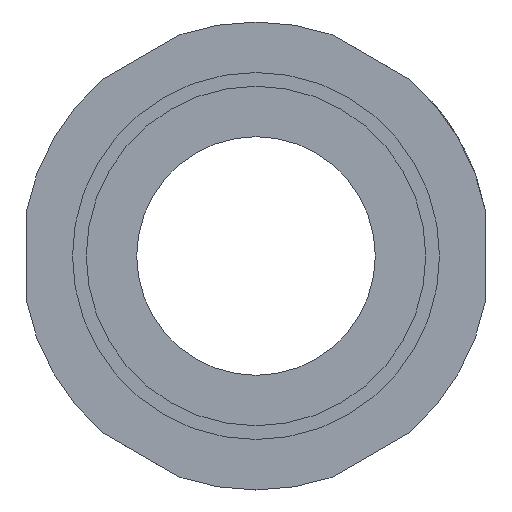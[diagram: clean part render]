
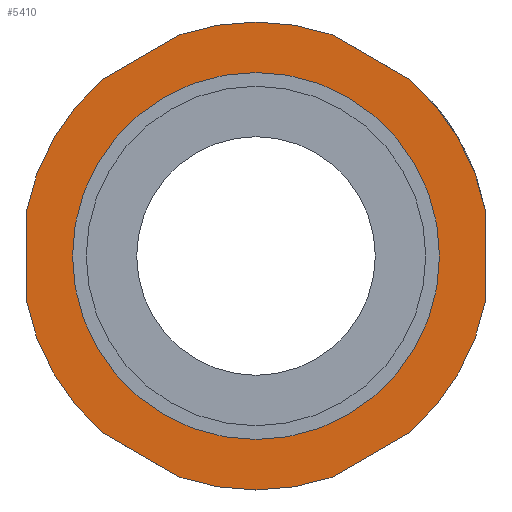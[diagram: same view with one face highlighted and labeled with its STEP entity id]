
A CAD part, front view. The second image highlights one B-rep face of the part: STEP entity #5410.
In plain terms, the highlighted planar face has unit normal (0, -1, 0).
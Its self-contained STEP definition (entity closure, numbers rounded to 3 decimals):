
#2901=DIRECTION('',(-0.866,0.,0.5));
#2902=VECTOR('',#2901,9.766);
#2903=CARTESIAN_POINT('',(-8.285,0.,-24.116));
#2904=LINE('',#2903,#2902);
#2908=CARTESIAN_POINT('',(0.,0.,0.));
#2909=DIRECTION('',(0.,1.,0.));
#2910=DIRECTION('',(-0.657,0.,-0.754));
#2911=AXIS2_PLACEMENT_3D('',#2908,#2909,#2910);
#2916=CARTESIAN_POINT('',(0.,0.,0.));
#2917=DIRECTION('',(0.,1.,0.));
#2918=DIRECTION('',(-0.981,0.,0.191));
#2919=AXIS2_PLACEMENT_3D('',#2916,#2917,#2918);
#2924=DIRECTION('',(0.866,0.,0.5));
#2925=VECTOR('',#2924,9.766);
#2926=CARTESIAN_POINT('',(-16.743,0.,19.234));
#2927=LINE('',#2926,#2925);
#2931=CARTESIAN_POINT('',(0.,0.,0.));
#2932=DIRECTION('',(0.,1.,0.));
#2933=DIRECTION('',(-0.325,0.,0.946));
#2934=AXIS2_PLACEMENT_3D('',#2931,#2932,#2933);
#2939=DIRECTION('',(0.866,0.,-0.5));
#2940=VECTOR('',#2939,9.766);
#2941=CARTESIAN_POINT('',(8.285,0.,24.116));
#2942=LINE('',#2941,#2940);
#2946=CARTESIAN_POINT('',(0.,0.,0.));
#2947=DIRECTION('',(0.,1.,0.));
#2948=DIRECTION('',(0.657,0.,0.754));
#2949=AXIS2_PLACEMENT_3D('',#2946,#2947,#2948);
#2954=CARTESIAN_POINT('',(0.,0.,0.));
#2955=DIRECTION('',(0.,1.,0.));
#2956=DIRECTION('',(0.981,0.,-0.191));
#2957=AXIS2_PLACEMENT_3D('',#2954,#2955,#2956);
#2962=DIRECTION('',(-0.866,0.,-0.5));
#2963=VECTOR('',#2962,9.766);
#2964=CARTESIAN_POINT('',(16.743,0.,-19.234));
#2965=LINE('',#2964,#2963);
#2969=CARTESIAN_POINT('',(0.,0.,0.));
#2970=DIRECTION('',(0.,1.,0.));
#2971=DIRECTION('',(0.325,0.,-0.946));
#2972=AXIS2_PLACEMENT_3D('',#2969,#2970,#2971);
#2977=CARTESIAN_POINT('',(0.,0.,0.));
#2978=DIRECTION('',(0.,-1.,0.));
#2979=DIRECTION('',(-1.,0.,0.));
#2980=AXIS2_PLACEMENT_3D('',#2977,#2978,#2979);
#2985=CARTESIAN_POINT('',(0.,0.,0.));
#2986=DIRECTION('',(0.,-1.,0.));
#2987=DIRECTION('',(1.,0.,0.));
#2988=AXIS2_PLACEMENT_3D('',#2985,#2986,#2987);
#3127=DIRECTION('',(0.,0.,1.));
#3128=VECTOR('',#3127,9.766);
#3129=CARTESIAN_POINT('',(25.028,0.,-4.883));
#3130=LINE('',#3129,#3128);
#3469=DIRECTION('',(0.,0.,-1.));
#3470=VECTOR('',#3469,9.766);
#3471=CARTESIAN_POINT('',(-25.028,0.,4.883));
#3472=LINE('',#3471,#3470);
#5047=CARTESIAN_POINT('',(-20.,0.,0.));
#5048=CARTESIAN_POINT('',(20.,0.,0.));
#5049=VERTEX_POINT('',#5047);
#5050=VERTEX_POINT('',#5048);
#5055=CARTESIAN_POINT('',(-8.285,0.,-24.116));
#5056=CARTESIAN_POINT('',(-16.743,0.,-19.234));
#5057=VERTEX_POINT('',#5055);
#5058=VERTEX_POINT('',#5056);
#5059=CARTESIAN_POINT('',(-25.028,0.,-4.883));
#5060=VERTEX_POINT('',#5059);
#5061=CARTESIAN_POINT('',(-25.028,0.,4.883));
#5062=VERTEX_POINT('',#5061);
#5063=CARTESIAN_POINT('',(-16.743,0.,19.234));
#5064=VERTEX_POINT('',#5063);
#5065=CARTESIAN_POINT('',(-8.285,0.,24.116));
#5066=VERTEX_POINT('',#5065);
#5067=CARTESIAN_POINT('',(8.285,0.,24.116));
#5068=VERTEX_POINT('',#5067);
#5069=CARTESIAN_POINT('',(16.743,0.,19.234));
#5070=VERTEX_POINT('',#5069);
#5071=CARTESIAN_POINT('',(25.028,0.,4.883));
#5072=VERTEX_POINT('',#5071);
#5073=CARTESIAN_POINT('',(25.028,0.,-4.883));
#5074=VERTEX_POINT('',#5073);
#5075=CARTESIAN_POINT('',(16.743,0.,-19.234));
#5076=VERTEX_POINT('',#5075);
#5077=CARTESIAN_POINT('',(8.285,0.,-24.116));
#5078=VERTEX_POINT('',#5077);
#5374=CARTESIAN_POINT('',(0.,0.,0.));
#5375=DIRECTION('',(0.,-1.,0.));
#5376=DIRECTION('',(-1.,0.,0.));
#5377=AXIS2_PLACEMENT_3D('',#5374,#5375,#5376);
#5378=PLANE('',#5377);
#5380=ORIENTED_EDGE('',*,*,#5379,.T.);
#5382=ORIENTED_EDGE('',*,*,#5381,.T.);
#5384=ORIENTED_EDGE('',*,*,#5383,.F.);
#5386=ORIENTED_EDGE('',*,*,#5385,.T.);
#5388=ORIENTED_EDGE('',*,*,#5387,.T.);
#5390=ORIENTED_EDGE('',*,*,#5389,.T.);
#5392=ORIENTED_EDGE('',*,*,#5391,.T.);
#5394=ORIENTED_EDGE('',*,*,#5393,.T.);
#5396=ORIENTED_EDGE('',*,*,#5395,.F.);
#5398=ORIENTED_EDGE('',*,*,#5397,.T.);
#5400=ORIENTED_EDGE('',*,*,#5399,.T.);
#5402=ORIENTED_EDGE('',*,*,#5401,.T.);
#5403=EDGE_LOOP('',(#5380,#5382,#5384,#5386,#5388,#5390,#5392,#5394,#5396,#5398,
#5400,#5402));
#5404=FACE_OUTER_BOUND('',#5403,.F.);
#5405=ORIENTED_EDGE('',*,*,#5356,.T.);
#5407=ORIENTED_EDGE('',*,*,#5406,.T.);
#5408=EDGE_LOOP('',(#5405,#5407));
#5409=FACE_BOUND('',#5408,.F.);
#2912=CIRCLE('',#2911,25.5);
#2920=CIRCLE('',#2919,25.5);
#2935=CIRCLE('',#2934,25.5);
#2950=CIRCLE('',#2949,25.5);
#2958=CIRCLE('',#2957,25.5);
#2973=CIRCLE('',#2972,25.5);
#2981=CIRCLE('',#2980,20.);
#2989=CIRCLE('',#2988,20.);
#5356=EDGE_CURVE('',#5049,#5050,#2981,.T.);
#5379=EDGE_CURVE('',#5057,#5058,#2904,.T.);
#5381=EDGE_CURVE('',#5058,#5060,#2912,.T.);
#5383=EDGE_CURVE('',#5062,#5060,#3472,.T.);
#5385=EDGE_CURVE('',#5062,#5064,#2920,.T.);
#5387=EDGE_CURVE('',#5064,#5066,#2927,.T.);
#5389=EDGE_CURVE('',#5066,#5068,#2935,.T.);
#5391=EDGE_CURVE('',#5068,#5070,#2942,.T.);
#5393=EDGE_CURVE('',#5070,#5072,#2950,.T.);
#5395=EDGE_CURVE('',#5074,#5072,#3130,.T.);
#5397=EDGE_CURVE('',#5074,#5076,#2958,.T.);
#5399=EDGE_CURVE('',#5076,#5078,#2965,.T.);
#5401=EDGE_CURVE('',#5078,#5057,#2973,.T.);
#5406=EDGE_CURVE('',#5050,#5049,#2989,.T.);
#5410=ADVANCED_FACE('',(#5404,#5409),#5378,.T.);
